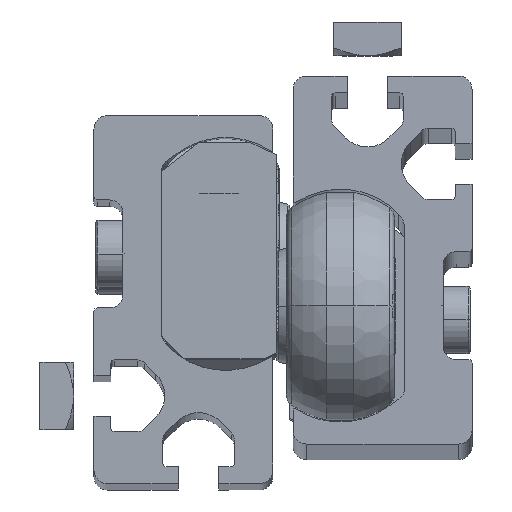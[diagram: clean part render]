
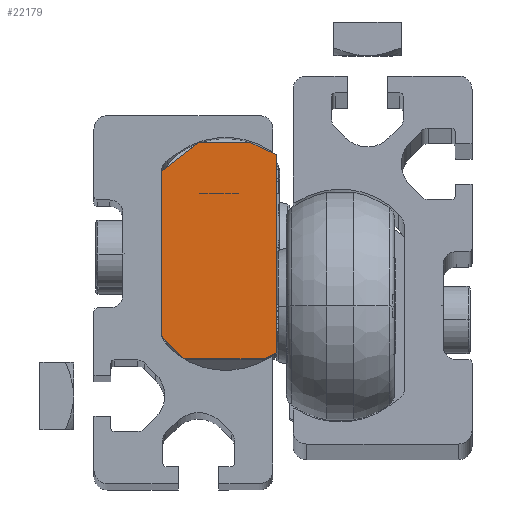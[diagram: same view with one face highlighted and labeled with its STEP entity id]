
A CAD part, top view. The second image highlights one B-rep face of the part: STEP entity #22179.
In plain terms, the highlighted face is planar.
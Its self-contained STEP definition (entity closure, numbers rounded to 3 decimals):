
#234 = VERTEX_POINT ( 'NONE', #8764 ) ;
#865 = EDGE_CURVE ( 'NONE', #11537, #1030, #8411, .T. ) ;
#905 = VECTOR ( 'NONE', #19771, 1000. ) ;
#925 = VECTOR ( 'NONE', #4561, 1000. ) ;
#1030 = VERTEX_POINT ( 'NONE', #14645 ) ;
#1059 = VERTEX_POINT ( 'NONE', #10584 ) ;
#1072 = CARTESIAN_POINT ( 'NONE',  ( 19., 16.5, -4.6 ) ) ;
#1202 = DIRECTION ( 'NONE',  ( 0., -0.423, -0.906 ) ) ;
#1730 = ORIENTED_EDGE ( 'NONE', *, *, #10875, .F. ) ;
#1852 = DIRECTION ( 'NONE',  ( -1., 0., 0. ) ) ;
#1890 = ORIENTED_EDGE ( 'NONE', *, *, #22350, .F. ) ;
#2359 = DIRECTION ( 'NONE',  ( 0., 0., 1. ) ) ;
#3142 = CARTESIAN_POINT ( 'NONE',  ( 19., 14.681, -8.5 ) ) ;
#3748 = CARTESIAN_POINT ( 'NONE',  ( 19., 1.5, 22.2 ) ) ;
#4091 = VERTEX_POINT ( 'NONE', #12572 ) ;
#4561 = DIRECTION ( 'NONE',  ( 0., -1., 0. ) ) ;
#4643 = AXIS2_PLACEMENT_3D ( 'NONE', #3748, #1852, #17917 ) ;
#5000 = LINE ( 'NONE', #12347, #15893 ) ;
#5321 = FACE_OUTER_BOUND ( 'NONE', #13075, .T. ) ;
#5539 = PLANE ( 'NONE',  #4643 ) ;
#7505 = LINE ( 'NONE', #11605, #14517 ) ;
#8381 = LINE ( 'NONE', #1072, #10148 ) ;
#8411 = LINE ( 'NONE', #3142, #925 ) ;
#8764 = CARTESIAN_POINT ( 'NONE',  ( 19., 16.5, -4.6 ) ) ;
#8982 = LINE ( 'NONE', #10689, #14286 ) ;
#9790 = ORIENTED_EDGE ( 'NONE', *, *, #865, .F. ) ;
#9824 = CARTESIAN_POINT ( 'NONE',  ( 19., 14.681, -8.5 ) ) ;
#9987 = DIRECTION ( 'NONE',  ( 0., 1., 0. ) ) ;
#10148 = VECTOR ( 'NONE', #1202, 1000. ) ;
#10411 = CARTESIAN_POINT ( 'NONE',  ( 19., 16.5, 3. ) ) ;
#10425 = EDGE_CURVE ( 'NONE', #234, #11537, #8381, .T. ) ;
#10584 = CARTESIAN_POINT ( 'NONE',  ( 19., -12.2, 8.5 ) ) ;
#10689 = CARTESIAN_POINT ( 'NONE',  ( 19., -14.661, -8.5 ) ) ;
#10841 = CARTESIAN_POINT ( 'NONE',  ( 19., -12.2, 8.5 ) ) ;
#10875 = EDGE_CURVE ( 'NONE', #18363, #20433, #5000, .T. ) ;
#11209 = VECTOR ( 'NONE', #17764, 1000. ) ;
#11537 = VERTEX_POINT ( 'NONE', #9824 ) ;
#11605 = CARTESIAN_POINT ( 'NONE',  ( 19., 16.5, -4.6 ) ) ;
#12347 = CARTESIAN_POINT ( 'NONE',  ( 19., 12.203, 8.5 ) ) ;
#12572 = CARTESIAN_POINT ( 'NONE',  ( 19., -15.5, -6.7 ) ) ;
#13010 = EDGE_CURVE ( 'NONE', #23358, #4091, #21664, .T. ) ;
#13075 = EDGE_LOOP ( 'NONE', ( #1730, #1890, #13667, #16902, #20624, #9790, #22835, #18973 ) ) ;
#13667 = ORIENTED_EDGE ( 'NONE', *, *, #21535, .T. ) ;
#14286 = VECTOR ( 'NONE', #23109, 1000. ) ;
#14517 = VECTOR ( 'NONE', #2359, 1000. ) ;
#14645 = CARTESIAN_POINT ( 'NONE',  ( 19., -14.661, -8.5 ) ) ;
#15892 = CARTESIAN_POINT ( 'NONE',  ( 19., 12.203, 8.5 ) ) ;
#15893 = VECTOR ( 'NONE', #19598, 1000. ) ;
#16902 = ORIENTED_EDGE ( 'NONE', *, *, #13010, .T. ) ;
#17764 = DIRECTION ( 'NONE',  ( 0., -0.707, -0.707 ) ) ;
#17917 = DIRECTION ( 'NONE',  ( 0., 0., 1. ) ) ;
#18363 = VERTEX_POINT ( 'NONE', #15892 ) ;
#18449 = CARTESIAN_POINT ( 'NONE',  ( 19., -15.5, 5.2 ) ) ;
#18973 = ORIENTED_EDGE ( 'NONE', *, *, #19272, .T. ) ;
#19072 = CARTESIAN_POINT ( 'NONE',  ( 19., -12.2, 8.5 ) ) ;
#19272 = EDGE_CURVE ( 'NONE', #234, #20433, #7505, .T. ) ;
#19598 = DIRECTION ( 'NONE',  ( 0., 0.616, -0.788 ) ) ;
#19771 = DIRECTION ( 'NONE',  ( 0., 0., -1. ) ) ;
#20433 = VERTEX_POINT ( 'NONE', #10411 ) ;
#20624 = ORIENTED_EDGE ( 'NONE', *, *, #21962, .F. ) ;
#21315 = LINE ( 'NONE', #19072, #21837 ) ;
#21535 = EDGE_CURVE ( 'NONE', #1059, #23358, #23381, .T. ) ;
#21664 = LINE ( 'NONE', #18449, #905 ) ;
#21837 = VECTOR ( 'NONE', #9987, 1000. ) ;
#21962 = EDGE_CURVE ( 'NONE', #1030, #4091, #8982, .T. ) ;
#22179 = ADVANCED_FACE ( 'NONE', ( #5321 ), #5539, .F. ) ;
#22350 = EDGE_CURVE ( 'NONE', #1059, #18363, #21315, .T. ) ;
#22835 = ORIENTED_EDGE ( 'NONE', *, *, #10425, .F. ) ;
#23109 = DIRECTION ( 'NONE',  ( 0., -0.423, 0.906 ) ) ;
#23358 = VERTEX_POINT ( 'NONE', #23567 ) ;
#23381 = LINE ( 'NONE', #10841, #11209 ) ;
#23567 = CARTESIAN_POINT ( 'NONE',  ( 19., -15.5, 5.2 ) ) ;
